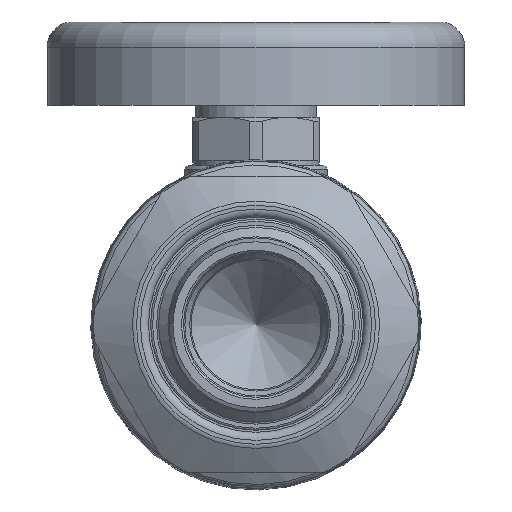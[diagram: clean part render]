
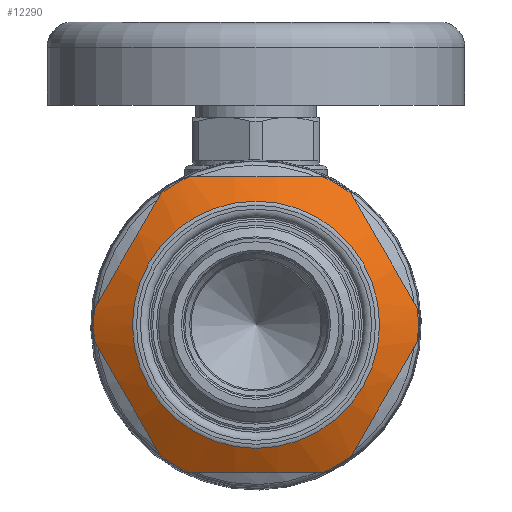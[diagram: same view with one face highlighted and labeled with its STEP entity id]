
A CAD part, front view. The second image highlights one B-rep face of the part: STEP entity #12290.
In plain terms, the highlighted conical face has half-angle 60 degrees and reference radius 17.78 mm.
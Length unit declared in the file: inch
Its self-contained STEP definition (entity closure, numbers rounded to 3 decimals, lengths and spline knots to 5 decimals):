
#613=(
BOUNDED_CURVE()
B_SPLINE_CURVE(2,(#22504,#22505,#22506),.UNSPECIFIED.,.F.,.F.)
B_SPLINE_CURVE_WITH_KNOTS((3,3),(0.,1.67512),.UNSPECIFIED.)
CURVE()
GEOMETRIC_REPRESENTATION_ITEM()
RATIONAL_B_SPLINE_CURVE((1.,1.096,1.))
REPRESENTATION_ITEM('')
);
#614=(
BOUNDED_CURVE()
B_SPLINE_CURVE(2,(#22510,#22511,#22512),.UNSPECIFIED.,.F.,.F.)
B_SPLINE_CURVE_WITH_KNOTS((3,3),(0.,1.67512),.UNSPECIFIED.)
CURVE()
GEOMETRIC_REPRESENTATION_ITEM()
RATIONAL_B_SPLINE_CURVE((1.,1.096,1.))
REPRESENTATION_ITEM('')
);
#615=(
BOUNDED_CURVE()
B_SPLINE_CURVE(2,(#22516,#22517,#22518),.UNSPECIFIED.,.F.,.F.)
B_SPLINE_CURVE_WITH_KNOTS((3,3),(0.,1.67512),.UNSPECIFIED.)
CURVE()
GEOMETRIC_REPRESENTATION_ITEM()
RATIONAL_B_SPLINE_CURVE((1.,1.096,1.))
REPRESENTATION_ITEM('')
);
#616=(
BOUNDED_CURVE()
B_SPLINE_CURVE(2,(#22522,#22523,#22524),.UNSPECIFIED.,.F.,.F.)
B_SPLINE_CURVE_WITH_KNOTS((3,3),(0.,1.67512),.UNSPECIFIED.)
CURVE()
GEOMETRIC_REPRESENTATION_ITEM()
RATIONAL_B_SPLINE_CURVE((1.,1.096,1.))
REPRESENTATION_ITEM('')
);
#617=(
BOUNDED_CURVE()
B_SPLINE_CURVE(2,(#22528,#22529,#22530),.UNSPECIFIED.,.F.,.F.)
B_SPLINE_CURVE_WITH_KNOTS((3,3),(0.,1.67512),.UNSPECIFIED.)
CURVE()
GEOMETRIC_REPRESENTATION_ITEM()
RATIONAL_B_SPLINE_CURVE((1.,1.096,1.))
REPRESENTATION_ITEM('')
);
#618=(
BOUNDED_CURVE()
B_SPLINE_CURVE(2,(#22534,#22535,#22536),.UNSPECIFIED.,.F.,.F.)
B_SPLINE_CURVE_WITH_KNOTS((3,3),(0.,1.67512),.UNSPECIFIED.)
CURVE()
GEOMETRIC_REPRESENTATION_ITEM()
RATIONAL_B_SPLINE_CURVE((1.,1.096,1.))
REPRESENTATION_ITEM('')
);
#1623=FACE_OUTER_BOUND('',#2467,.T.);
#2467=EDGE_LOOP('',(#8845,#8846,#8847,#8848,#8849,#8850,#8851,#8852,#8853,
#8854,#8855,#8856,#8857,#8858,#8859,#8860));
#3121=LINE('',#22500,#3590);
#3590=VECTOR('',#15790,0.7);
#4244=CIRCLE('',#13453,0.60928);
#4246=CIRCLE('',#13457,0.8);
#4247=CIRCLE('',#13458,0.8);
#4248=CIRCLE('',#13459,0.8);
#4249=CIRCLE('',#13460,0.8);
#4250=CIRCLE('',#13461,0.8);
#4251=CIRCLE('',#13462,0.8);
#4252=CIRCLE('',#13463,0.8);
#5098=VERTEX_POINT('',#22492);
#5100=VERTEX_POINT('',#22499);
#5101=VERTEX_POINT('',#22501);
#5102=VERTEX_POINT('',#22503);
#5103=VERTEX_POINT('',#22507);
#5104=VERTEX_POINT('',#22509);
#5105=VERTEX_POINT('',#22513);
#5106=VERTEX_POINT('',#22515);
#5107=VERTEX_POINT('',#22519);
#5108=VERTEX_POINT('',#22521);
#5109=VERTEX_POINT('',#22525);
#5110=VERTEX_POINT('',#22527);
#5111=VERTEX_POINT('',#22531);
#5112=VERTEX_POINT('',#22533);
#6399=EDGE_CURVE('',#5098,#5098,#4244,.T.);
#6401=EDGE_CURVE('',#5098,#5100,#3121,.T.);
#6402=EDGE_CURVE('',#5101,#5100,#4246,.T.);
#6403=EDGE_CURVE('',#5102,#5101,#613,.T.);
#6404=EDGE_CURVE('',#5103,#5102,#4247,.T.);
#6405=EDGE_CURVE('',#5104,#5103,#614,.T.);
#6406=EDGE_CURVE('',#5105,#5104,#4248,.T.);
#6407=EDGE_CURVE('',#5106,#5105,#615,.T.);
#6408=EDGE_CURVE('',#5107,#5106,#4249,.T.);
#6409=EDGE_CURVE('',#5108,#5107,#616,.T.);
#6410=EDGE_CURVE('',#5109,#5108,#4250,.T.);
#6411=EDGE_CURVE('',#5110,#5109,#617,.T.);
#6412=EDGE_CURVE('',#5111,#5110,#4251,.T.);
#6413=EDGE_CURVE('',#5112,#5111,#618,.T.);
#6414=EDGE_CURVE('',#5100,#5112,#4252,.T.);
#8845=ORIENTED_EDGE('',*,*,#6399,.F.);
#8846=ORIENTED_EDGE('',*,*,#6401,.T.);
#8847=ORIENTED_EDGE('',*,*,#6402,.F.);
#8848=ORIENTED_EDGE('',*,*,#6403,.F.);
#8849=ORIENTED_EDGE('',*,*,#6404,.F.);
#8850=ORIENTED_EDGE('',*,*,#6405,.F.);
#8851=ORIENTED_EDGE('',*,*,#6406,.F.);
#8852=ORIENTED_EDGE('',*,*,#6407,.F.);
#8853=ORIENTED_EDGE('',*,*,#6408,.F.);
#8854=ORIENTED_EDGE('',*,*,#6409,.F.);
#8855=ORIENTED_EDGE('',*,*,#6410,.F.);
#8856=ORIENTED_EDGE('',*,*,#6411,.F.);
#8857=ORIENTED_EDGE('',*,*,#6412,.F.);
#8858=ORIENTED_EDGE('',*,*,#6413,.F.);
#8859=ORIENTED_EDGE('',*,*,#6414,.F.);
#8860=ORIENTED_EDGE('',*,*,#6401,.F.);
#11137=CONICAL_SURFACE('',#13456,0.7,1.047);
#12290=ADVANCED_FACE('',(#1623),#11137,.T.);
#13453=AXIS2_PLACEMENT_3D('',#22494,#15782,#15783);
#13456=AXIS2_PLACEMENT_3D('',#22498,#15788,#15789);
#13457=AXIS2_PLACEMENT_3D('',#22502,#15791,#15792);
#13458=AXIS2_PLACEMENT_3D('',#22508,#15793,#15794);
#13459=AXIS2_PLACEMENT_3D('',#22514,#15795,#15796);
#13460=AXIS2_PLACEMENT_3D('',#22520,#15797,#15798);
#13461=AXIS2_PLACEMENT_3D('',#22526,#15799,#15800);
#13462=AXIS2_PLACEMENT_3D('',#22532,#15801,#15802);
#13463=AXIS2_PLACEMENT_3D('',#22537,#15803,#15804);
#15782=DIRECTION('center_axis',(0.,-1.,0.));
#15783=DIRECTION('ref_axis',(-1.,0.,0.));
#15788=DIRECTION('center_axis',(0.,1.,0.));
#15789=DIRECTION('ref_axis',(1.,0.,0.));
#15790=DIRECTION('',(-0.866,0.5,0.));
#15791=DIRECTION('center_axis',(0.,1.,0.));
#15792=DIRECTION('ref_axis',(-1.,0.,0.));
#15793=DIRECTION('center_axis',(0.,1.,0.));
#15794=DIRECTION('ref_axis',(-1.,0.,0.));
#15795=DIRECTION('center_axis',(0.,1.,0.));
#15796=DIRECTION('ref_axis',(-1.,0.,0.));
#15797=DIRECTION('center_axis',(0.,1.,0.));
#15798=DIRECTION('ref_axis',(-1.,0.,0.));
#15799=DIRECTION('center_axis',(0.,1.,0.));
#15800=DIRECTION('ref_axis',(-1.,0.,0.));
#15801=DIRECTION('center_axis',(0.,1.,0.));
#15802=DIRECTION('ref_axis',(-1.,0.,0.));
#15803=DIRECTION('center_axis',(0.,1.,0.));
#15804=DIRECTION('ref_axis',(-1.,0.,0.));
#22492=CARTESIAN_POINT('',(-0.60928,-2.07129,0.));
#22494=CARTESIAN_POINT('Origin',(0.,-2.07129,
0.));
#22498=CARTESIAN_POINT('Origin',(0.,-2.01892,
0.));
#22499=CARTESIAN_POINT('',(-0.8,-1.96118,0.));
#22500=CARTESIAN_POINT('',(-0.7,-2.01892,0.));
#22501=CARTESIAN_POINT('',(-0.79583,-1.96118,-0.08158));
#22502=CARTESIAN_POINT('Origin',(0.,-1.96118,0.));
#22503=CARTESIAN_POINT('',(-0.46857,-1.96118,-0.64842));
#22504=CARTESIAN_POINT('Ctrl Pts',(-0.46857,-1.96118,
-0.64842));
#22505=CARTESIAN_POINT('Ctrl Pts',(-0.6322,-2.03848,
-0.365));
#22506=CARTESIAN_POINT('Ctrl Pts',(-0.79583,-1.96118,
-0.08158));
#22507=CARTESIAN_POINT('',(-0.32726,-1.96118,-0.73));
#22508=CARTESIAN_POINT('Origin',(0.,-1.96118,0.));
#22509=CARTESIAN_POINT('',(0.32726,-1.96118,-0.73));
#22510=CARTESIAN_POINT('Ctrl Pts',(0.32726,-1.96118,
-0.73));
#22511=CARTESIAN_POINT('Ctrl Pts',(0.,-2.03848,
-0.73));
#22512=CARTESIAN_POINT('Ctrl Pts',(-0.32726,-1.96118,
-0.73));
#22513=CARTESIAN_POINT('',(0.46857,-1.96118,-0.64842));
#22514=CARTESIAN_POINT('Origin',(0.,-1.96118,0.));
#22515=CARTESIAN_POINT('',(0.79583,-1.96118,-0.08158));
#22516=CARTESIAN_POINT('Ctrl Pts',(0.79583,-1.96118,
-0.08158));
#22517=CARTESIAN_POINT('Ctrl Pts',(0.6322,-2.03848,-0.365));
#22518=CARTESIAN_POINT('Ctrl Pts',(0.46857,-1.96118,
-0.64842));
#22519=CARTESIAN_POINT('',(0.79583,-1.96118,0.08158));
#22520=CARTESIAN_POINT('Origin',(0.,-1.96118,0.));
#22521=CARTESIAN_POINT('',(0.46857,-1.96118,0.64842));
#22522=CARTESIAN_POINT('Ctrl Pts',(0.46857,-1.96118,
0.64842));
#22523=CARTESIAN_POINT('Ctrl Pts',(0.6322,-2.03848,0.365));
#22524=CARTESIAN_POINT('Ctrl Pts',(0.79583,-1.96118,
0.08158));
#22525=CARTESIAN_POINT('',(0.32726,-1.96118,0.73));
#22526=CARTESIAN_POINT('Origin',(0.,-1.96118,0.));
#22527=CARTESIAN_POINT('',(-0.32726,-1.96118,0.73));
#22528=CARTESIAN_POINT('Ctrl Pts',(-0.32726,-1.96118,
0.73));
#22529=CARTESIAN_POINT('Ctrl Pts',(0.,-2.03848,
0.73));
#22530=CARTESIAN_POINT('Ctrl Pts',(0.32726,-1.96118,
0.73));
#22531=CARTESIAN_POINT('',(-0.46857,-1.96118,0.64842));
#22532=CARTESIAN_POINT('Origin',(0.,-1.96118,0.));
#22533=CARTESIAN_POINT('',(-0.79583,-1.96118,0.08158));
#22534=CARTESIAN_POINT('Ctrl Pts',(-0.79583,-1.96118,
0.08158));
#22535=CARTESIAN_POINT('Ctrl Pts',(-0.6322,-2.03848,
0.365));
#22536=CARTESIAN_POINT('Ctrl Pts',(-0.46857,-1.96118,
0.64842));
#22537=CARTESIAN_POINT('Origin',(0.,-1.96118,0.));
